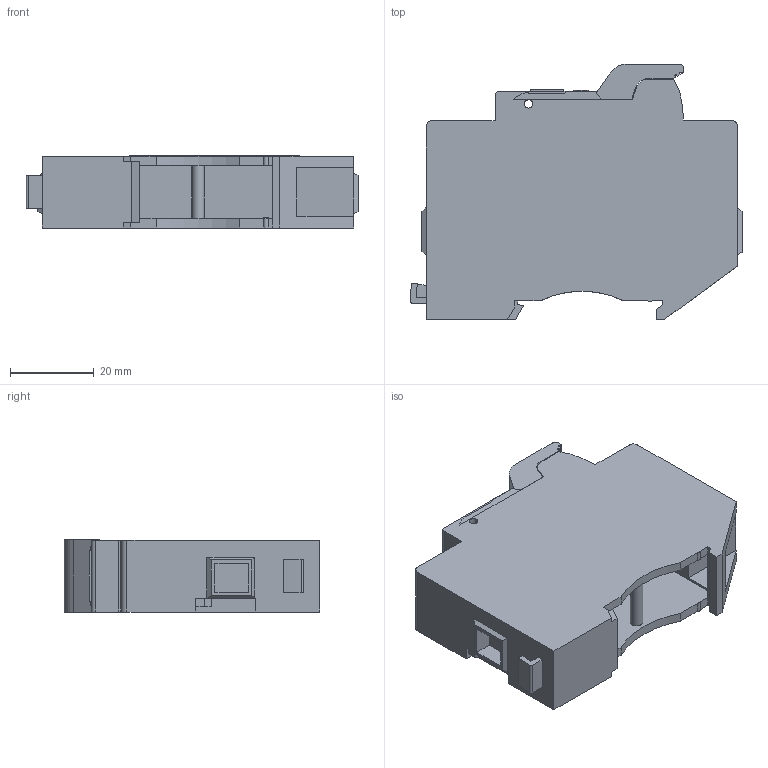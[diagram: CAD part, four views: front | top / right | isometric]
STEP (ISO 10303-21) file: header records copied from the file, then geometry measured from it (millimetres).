
FILE_DESCRIPTION((''),'2;1');
FILE_NAME('SIMPL_ASM','2018-06-26T',('danae.lavaud'),(''),'PRO/ENGINEER BY PARAMETRIC TECHNOLOGY CORPORATION, 2014090','PRO/ENGINEER BY PARAMETRIC TECHNOLOGY CORPORATION, 2014090','');
FILE_SCHEMA(('CONFIG_CONTROL_DESIGN'));
Length unit declared in the file: millimetre
Products named in the file (5): CORPS; VIS; MANETTE; REPERE; SIMPL_ASM
Assembly tree (4 placements, depth 2):
  SIMPL_ASM
    CORPS
    VIS
    MANETTE
    REPERE
Bounding box: 79.25 x 61.05 x 17.2 mm (x, y, z)
Volume: 52978.7 mm3; surface area: 17287 mm2
Topology: 5 solids, 5 shells, 206 faces, 560 edges, 370 vertices
Faces by surface type: plane 161, cylinder 35, extrusion 10
Entity records: 6698 total; most frequent: CARTESIAN_POINT 1327, ORIENTED_EDGE 1120, DIRECTION 1032, EDGE_CURVE 560, VECTOR 472, LINE 462, VERTEX_POINT 370, AXIS2_PLACEMENT_3D 280
